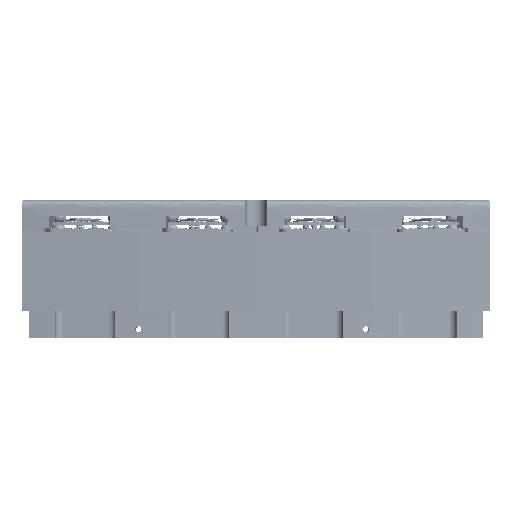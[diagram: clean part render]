
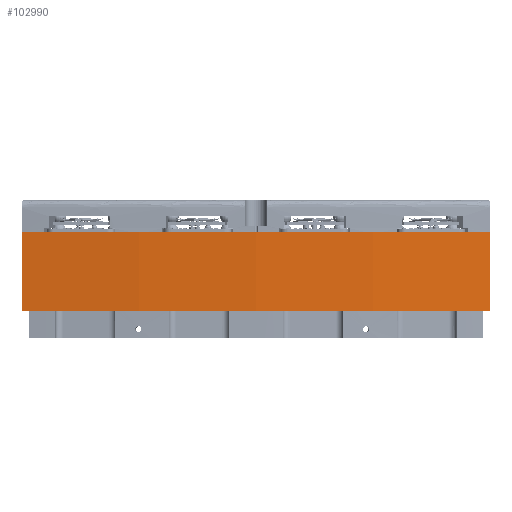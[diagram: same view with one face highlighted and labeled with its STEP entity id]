
A CAD part, left-side view. The second image highlights one B-rep face of the part: STEP entity #102990.
In plain terms, the highlighted cylindrical face has radius 783.372 mm (diameter 1566.74 mm), a partial arc.
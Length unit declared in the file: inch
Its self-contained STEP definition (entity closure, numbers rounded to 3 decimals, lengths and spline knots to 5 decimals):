
#1868 = EDGE_LOOP ( 'NONE', ( #55993, #32200, #72448, #7708 ) ) ;
#1911 = EDGE_CURVE ( 'NONE', #99033, #65171, #20777, .T. ) ;
#6738 = LINE ( 'NONE', #95955, #74175 ) ;
#6748 = VECTOR ( 'NONE', #93036, 39.37008 ) ;
#7271 = DIRECTION ( 'NONE',  ( 1., 0., 0. ) ) ;
#7708 = ORIENTED_EDGE ( 'NONE', *, *, #78257, .T. ) ;
#14531 = FACE_OUTER_BOUND ( 'NONE', #1868, .T. ) ;
#15556 = EDGE_CURVE ( 'NONE', #37281, #43321, #61745, .T. ) ;
#20777 = CIRCLE ( 'NONE', #52857, 30.84142 ) ;
#23286 = DIRECTION ( 'NONE',  ( 1., 0., 0. ) ) ;
#24145 = CYLINDRICAL_SURFACE ( 'NONE', #28267, 30.84142 ) ;
#24240 = CARTESIAN_POINT ( 'NONE',  ( 0., 0., -10.18732 ) ) ;
#25442 = EDGE_CURVE ( 'NONE', #43321, #99033, #74181, .T. ) ;
#25514 = DIRECTION ( 'NONE',  ( 0., 0., 1. ) ) ;
#25642 = CARTESIAN_POINT ( 'NONE',  ( -30.5796, 4.01012, -1.703 ) ) ;
#28267 = AXIS2_PLACEMENT_3D ( 'NONE', #24240, #77248, #7271 ) ;
#31452 = CARTESIAN_POINT ( 'NONE',  ( -30.5796, 4.01012, -10.18732 ) ) ;
#32200 = ORIENTED_EDGE ( 'NONE', *, *, #25442, .T. ) ;
#34569 = DIRECTION ( 'NONE',  ( 1., 0., 0. ) ) ;
#34638 = CARTESIAN_POINT ( 'NONE',  ( -30.5796, -4.01012, -1.703 ) ) ;
#37281 = VERTEX_POINT ( 'NONE', #87644 ) ;
#43321 = VERTEX_POINT ( 'NONE', #86874 ) ;
#47859 = AXIS2_PLACEMENT_3D ( 'NONE', #83578, #87264, #34569 ) ;
#52857 = AXIS2_PLACEMENT_3D ( 'NONE', #84062, #74022, #23286 ) ;
#55993 = ORIENTED_EDGE ( 'NONE', *, *, #15556, .T. ) ;
#61745 = CIRCLE ( 'NONE', #47859, 30.84142 ) ;
#65171 = VERTEX_POINT ( 'NONE', #34638 ) ;
#72448 = ORIENTED_EDGE ( 'NONE', *, *, #1911, .T. ) ;
#74022 = DIRECTION ( 'NONE',  ( 0., 0., 1. ) ) ;
#74175 = VECTOR ( 'NONE', #25514, 39.37008 ) ;
#74181 = LINE ( 'NONE', #31452, #6748 ) ;
#77248 = DIRECTION ( 'NONE',  ( 0., 0., 1. ) ) ;
#78257 = EDGE_CURVE ( 'NONE', #65171, #37281, #6738, .T. ) ;
#83578 = CARTESIAN_POINT ( 'NONE',  ( 0., 0., -0.3467 ) ) ;
#84062 = CARTESIAN_POINT ( 'NONE',  ( 0., 0., -1.703 ) ) ;
#86874 = CARTESIAN_POINT ( 'NONE',  ( -30.5796, 4.01012, -0.3467 ) ) ;
#87264 = DIRECTION ( 'NONE',  ( 0., 0., -1. ) ) ;
#87644 = CARTESIAN_POINT ( 'NONE',  ( -30.5796, -4.01012, -0.3467 ) ) ;
#93036 = DIRECTION ( 'NONE',  ( 0., 0., -1. ) ) ;
#95955 = CARTESIAN_POINT ( 'NONE',  ( -30.5796, -4.01012, -10.18732 ) ) ;
#99033 = VERTEX_POINT ( 'NONE', #25642 ) ;
#102990 = ADVANCED_FACE ( 'NONE', ( #14531 ), #24145, .T. ) ;
